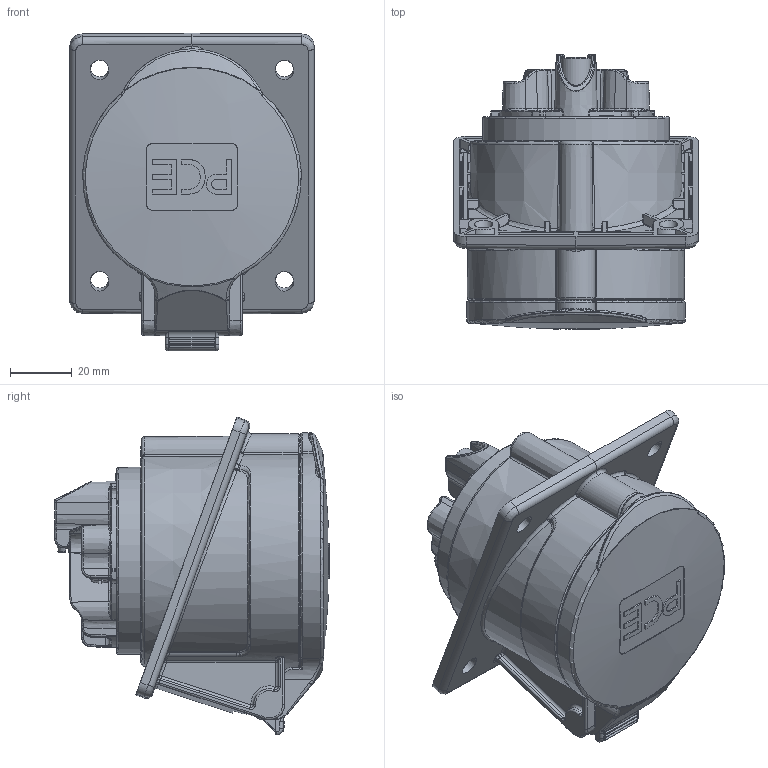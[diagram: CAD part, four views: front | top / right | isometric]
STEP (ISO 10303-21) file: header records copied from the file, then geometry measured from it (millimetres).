
FILE_DESCRIPTION (( 'STEP AP203' ), '1' );
FILE_NAME ('425-6.STEP', '2017-12-07T08:24:09', ( '' ), ( '' ), 'SwSTEP 2.0', 'SolidWorks 2016', '' );
FILE_SCHEMA (( 'CONFIG_CONTROL_DESIGN' ));
Length unit declared in the file: millimetre
Products named in the file (1): 425-6
Bounding box: 79.3 x 89.09 x 103.21 mm (x, y, z)
Volume: 294927 mm3; surface area: 46011.6 mm2
Topology: 1 solids, 1 shells, 2246 faces, 5695 edges, 3486 vertices
Faces by surface type: bspline 783, plane 766, cylinder 376, cone 151, torus 139, sphere 31
Full cylindrical faces by diameter (mm): 4 x6, 4.7 x5, 7 x1, 8.5 x4, 10 x1
Entity records: 96020 total; most frequent: CARTESIAN_POINT 50340, ORIENTED_EDGE 11036, DIRECTION 7142, EDGE_CURVE 5518, VERTEX_POINT 3441, AXIS2_PLACEMENT_3D 2614, EDGE_LOOP 2435, FACE_OUTER_BOUND 2278
